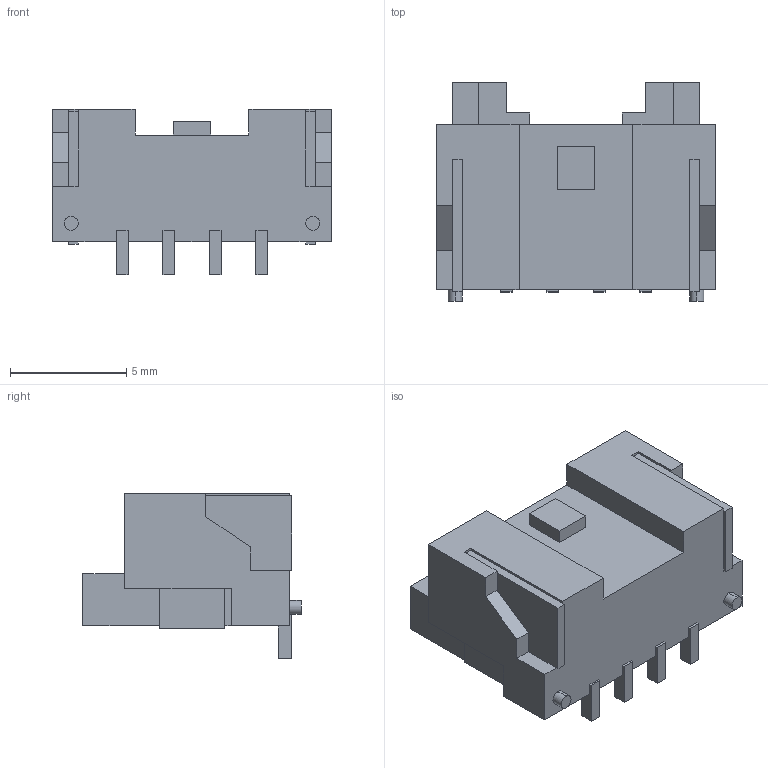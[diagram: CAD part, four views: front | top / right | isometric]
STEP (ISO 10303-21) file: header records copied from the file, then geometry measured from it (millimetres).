
FILE_DESCRIPTION (( 'STEP AP203' ), '1' );
FILE_NAME ('CON-000032 (JST 4 pin Header).STEP', '2020-12-10T18:32:36', ( '' ), ( '' ), 'SwSTEP 2.0', 'SolidWorks 2020', '' );
FILE_SCHEMA (( 'CONFIG_CONTROL_DESIGN' ));
Length unit declared in the file: millimetre
Products named in the file (1): CON-000032 (JST 4 pin Header)
Bounding box: 12 x 9.4 x 7.1 mm (x, y, z)
Volume: 343.8 mm3; surface area: 582 mm2
Topology: 1 solids, 1 shells, 127 faces, 348 edges, 230 vertices
Faces by surface type: plane 123, cylinder 4
Entity records: 4019 total; most frequent: CARTESIAN_POINT 706, ORIENTED_EDGE 696, DIRECTION 612, EDGE_CURVE 348, LINE 340, VECTOR 340, VERTEX_POINT 230, AXIS2_PLACEMENT_3D 136
